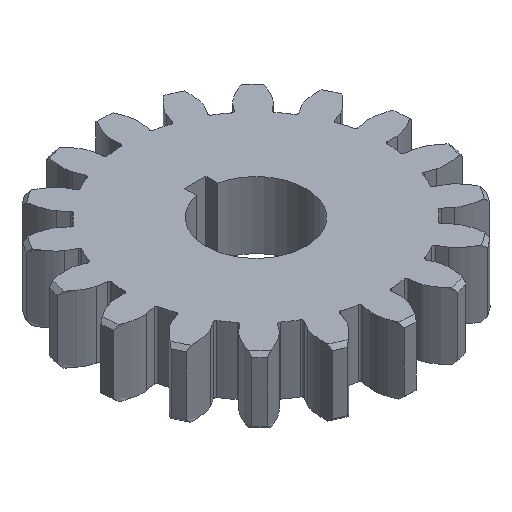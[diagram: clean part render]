
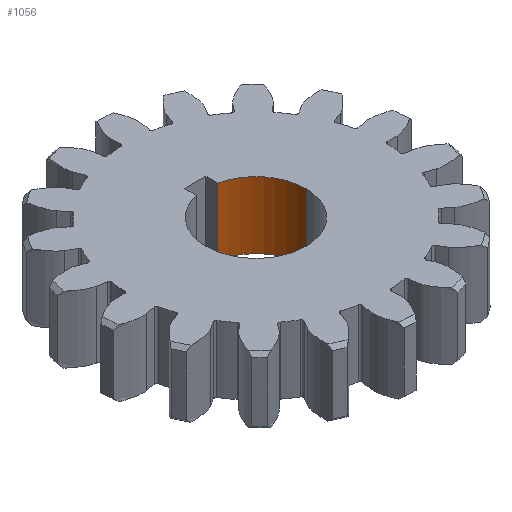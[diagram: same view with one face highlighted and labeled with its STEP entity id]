
A CAD part, isometric view. The second image highlights one B-rep face of the part: STEP entity #1056.
In plain terms, the highlighted cylindrical face has radius 2.381 mm (diameter 4.763 mm), a partial arc.
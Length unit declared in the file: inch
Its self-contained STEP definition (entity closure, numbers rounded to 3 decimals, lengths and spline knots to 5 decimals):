
#577 = LINE ( 'NONE', #8204, #2506 ) ;
#629 = DIRECTION ( 'NONE',  ( 0., 0., 1. ) ) ;
#751 = VERTEX_POINT ( 'NONE', #7557 ) ;
#914 = ORIENTED_EDGE ( 'NONE', *, *, #967, .T. ) ;
#967 = EDGE_CURVE ( 'NONE', #1376, #3135, #1247, .T. ) ;
#1056 = ADVANCED_FACE ( 'NONE', ( #2998 ), #3672, .F. ) ;
#1062 = CARTESIAN_POINT ( 'NONE',  ( 0., 0., -0.0625 ) ) ;
#1142 = AXIS2_PLACEMENT_3D ( 'NONE', #1062, #8376, #2424 ) ;
#1247 = CIRCLE ( 'NONE', #7748, 0.09375 ) ;
#1376 = VERTEX_POINT ( 'NONE', #6798 ) ;
#1433 = EDGE_CURVE ( 'NONE', #6391, #1376, #577, .T. ) ;
#2078 = DIRECTION ( 'NONE',  ( 0., 0., 1. ) ) ;
#2424 = DIRECTION ( 'NONE',  ( 1., 0., 0. ) ) ;
#2506 = VECTOR ( 'NONE', #2078, 39.37008 ) ;
#2701 = CIRCLE ( 'NONE', #1142, 0.09375 ) ;
#2827 = ORIENTED_EDGE ( 'NONE', *, *, #5069, .F. ) ;
#2860 = DIRECTION ( 'NONE',  ( 1., 0., 0. ) ) ;
#2972 = ORIENTED_EDGE ( 'NONE', *, *, #8454, .F. ) ;
#2998 = FACE_OUTER_BOUND ( 'NONE', #3691, .T. ) ;
#3135 = VERTEX_POINT ( 'NONE', #4249 ) ;
#3672 = CYLINDRICAL_SURFACE ( 'NONE', #6653, 0.09375 ) ;
#3691 = EDGE_LOOP ( 'NONE', ( #2827, #9333, #914, #2972 ) ) ;
#4249 = CARTESIAN_POINT ( 'NONE',  ( 0.02, 0.09159, 0.0625 ) ) ;
#4363 = DIRECTION ( 'NONE',  ( 1., 0., 0. ) ) ;
#5069 = EDGE_CURVE ( 'NONE', #6391, #751, #2701, .T. ) ;
#5886 = DIRECTION ( 'NONE',  ( 0., 0., 1. ) ) ;
#5951 = CARTESIAN_POINT ( 'NONE',  ( 0., 0., -0.0625 ) ) ;
#6391 = VERTEX_POINT ( 'NONE', #9503 ) ;
#6653 = AXIS2_PLACEMENT_3D ( 'NONE', #5951, #7350, #4363 ) ;
#6663 = LINE ( 'NONE', #7432, #7673 ) ;
#6798 = CARTESIAN_POINT ( 'NONE',  ( 0.09375, 0., 0.0625 ) ) ;
#7350 = DIRECTION ( 'NONE',  ( 0., 0., 1. ) ) ;
#7432 = CARTESIAN_POINT ( 'NONE',  ( 0.02, 0.09159, -0.0625 ) ) ;
#7557 = CARTESIAN_POINT ( 'NONE',  ( 0.02, 0.09159, -0.0625 ) ) ;
#7673 = VECTOR ( 'NONE', #5886, 39.37008 ) ;
#7748 = AXIS2_PLACEMENT_3D ( 'NONE', #9436, #629, #2860 ) ;
#8204 = CARTESIAN_POINT ( 'NONE',  ( 0.09375, 0., -0.0625 ) ) ;
#8376 = DIRECTION ( 'NONE',  ( 0., 0., 1. ) ) ;
#8454 = EDGE_CURVE ( 'NONE', #751, #3135, #6663, .T. ) ;
#9333 = ORIENTED_EDGE ( 'NONE', *, *, #1433, .T. ) ;
#9436 = CARTESIAN_POINT ( 'NONE',  ( 0., 0., 0.0625 ) ) ;
#9503 = CARTESIAN_POINT ( 'NONE',  ( 0.09375, 0., -0.0625 ) ) ;
